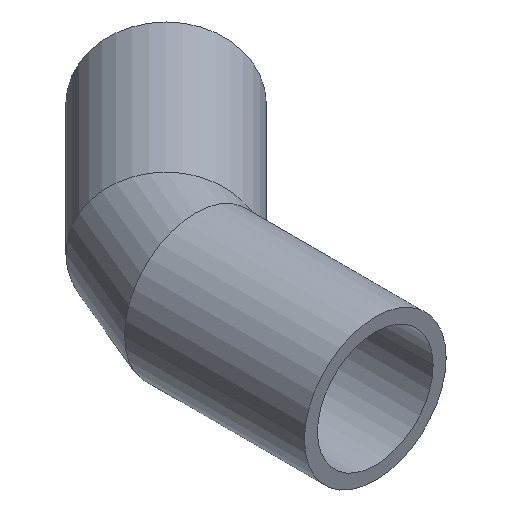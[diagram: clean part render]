
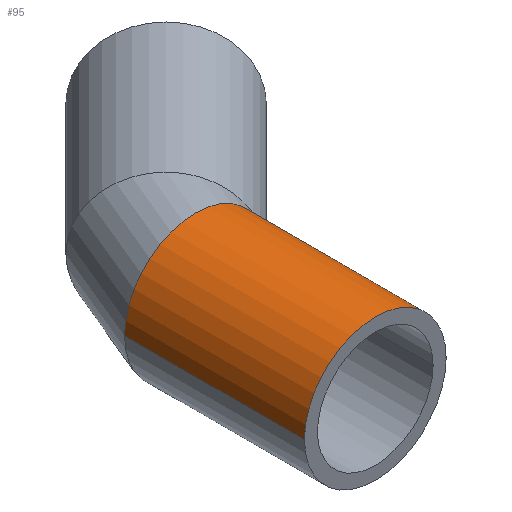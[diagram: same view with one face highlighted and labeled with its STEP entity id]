
A CAD part, isometric view. The second image highlights one B-rep face of the part: STEP entity #95.
In plain terms, the highlighted cylindrical face has radius 31.5 mm (diameter 63 mm), a partial arc.
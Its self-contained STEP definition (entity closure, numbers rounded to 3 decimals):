
#5 = CARTESIAN_POINT ( 'NONE',  ( 0., 0., 0. ) ) ;
#22 = VERTEX_POINT ( 'NONE', #194 ) ;
#26 = DIRECTION ( 'NONE',  ( 0., 1., 0. ) ) ;
#34 = VECTOR ( 'NONE', #202, 1000. ) ;
#37 = DIRECTION ( 'NONE',  ( 0., 0., 1. ) ) ;
#47 = ORIENTED_EDGE ( 'NONE', *, *, #312, .F. ) ;
#50 = CARTESIAN_POINT ( 'NONE',  ( 31.5, 0., 0. ) ) ;
#53 = CARTESIAN_POINT ( 'NONE',  ( 31.5, 79.952, 0. ) ) ;
#70 = AXIS2_PLACEMENT_3D ( 'NONE', #230, #335, #37 ) ;
#74 = CARTESIAN_POINT ( 'NONE',  ( 31.5, 0., 0. ) ) ;
#76 = CARTESIAN_POINT ( 'NONE',  ( 0., 79.952, 0. ) ) ;
#89 = ORIENTED_EDGE ( 'NONE', *, *, #394, .T. ) ;
#92 = CIRCLE ( 'NONE', #70, 31.5 ) ;
#95 = ADVANCED_FACE ( 'NONE', ( #164 ), #301, .T. ) ;
#131 = DIRECTION ( 'NONE',  ( 0., 1., 0. ) ) ;
#144 = VERTEX_POINT ( 'NONE', #373 ) ;
#164 = FACE_OUTER_BOUND ( 'NONE', #426, .T. ) ;
#186 = LINE ( 'NONE', #325, #277 ) ;
#194 = CARTESIAN_POINT ( 'NONE',  ( -31.5, 79.952, 0. ) ) ;
#202 = DIRECTION ( 'NONE',  ( 0., 1., 0. ) ) ;
#204 = DIRECTION ( 'NONE',  ( 0., 1., 0. ) ) ;
#211 = AXIS2_PLACEMENT_3D ( 'NONE', #76, #204, #344 ) ;
#212 = ORIENTED_EDGE ( 'NONE', *, *, #424, .F. ) ;
#230 = CARTESIAN_POINT ( 'NONE',  ( 0., 0., 0. ) ) ;
#254 = VERTEX_POINT ( 'NONE', #50 ) ;
#265 = DIRECTION ( 'NONE',  ( -1., 0., 0. ) ) ;
#269 = AXIS2_PLACEMENT_3D ( 'NONE', #5, #131, #265 ) ;
#277 = VECTOR ( 'NONE', #26, 1000. ) ;
#290 = VERTEX_POINT ( 'NONE', #53 ) ;
#301 = CYLINDRICAL_SURFACE ( 'NONE', #269, 31.5 ) ;
#312 = EDGE_CURVE ( 'NONE', #144, #22, #186, .T. ) ;
#325 = CARTESIAN_POINT ( 'NONE',  ( -31.5, 0., 0. ) ) ;
#335 = DIRECTION ( 'NONE',  ( 0., 1., 0. ) ) ;
#344 = DIRECTION ( 'NONE',  ( 0., 0., 1. ) ) ;
#349 = EDGE_CURVE ( 'NONE', #144, #254, #92, .T. ) ;
#373 = CARTESIAN_POINT ( 'NONE',  ( -31.5, 0., 0. ) ) ;
#374 = LINE ( 'NONE', #74, #34 ) ;
#394 = EDGE_CURVE ( 'NONE', #254, #290, #374, .T. ) ;
#395 = ORIENTED_EDGE ( 'NONE', *, *, #349, .T. ) ;
#405 = CIRCLE ( 'NONE', #211, 31.5 ) ;
#424 = EDGE_CURVE ( 'NONE', #22, #290, #405, .T. ) ;
#426 = EDGE_LOOP ( 'NONE', ( #395, #89, #212, #47 ) ) ;
